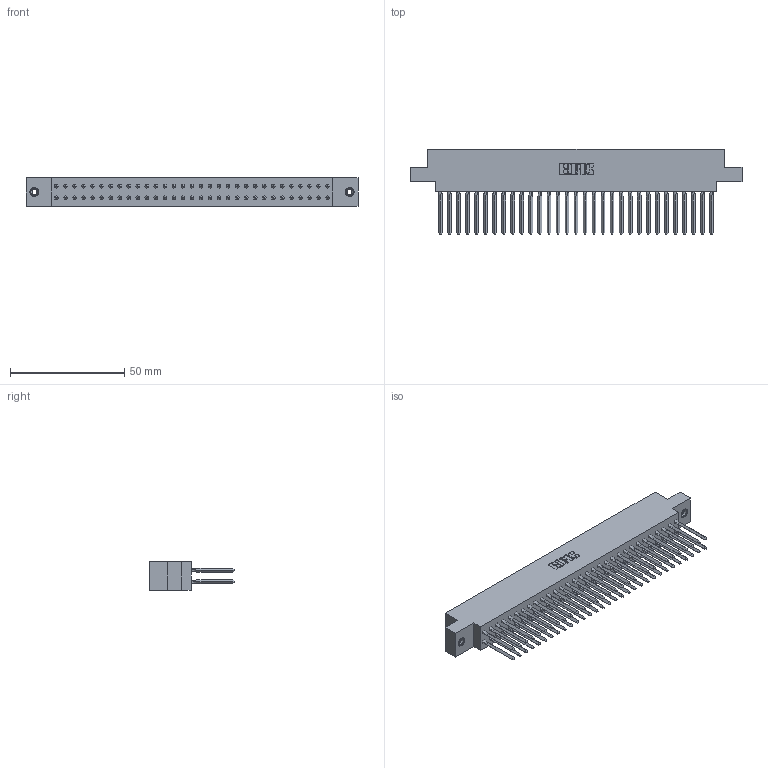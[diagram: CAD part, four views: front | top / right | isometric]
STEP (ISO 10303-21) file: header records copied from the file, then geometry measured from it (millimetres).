
FILE_DESCRIPTION (( 'STEP AP203' ), '1' );
FILE_NAME ('317-062-542-808.STEP', '2020-02-28T05:32:34', ( '' ), ( '' ), 'SwSTEP 2.0', 'SolidWorks 2016', '' );
FILE_SCHEMA (( 'CONFIG_CONTROL_DESIGN' ));
Length unit declared in the file: inch
Products named in the file (4): 317-290-003_542; 345-250-001_345-250-003-102; 317-062-542-808; 317 Part_.156 Dia - TI
Assembly tree (65 placements, depth 2):
  317-062-542-808
    317 Part_.156 Dia - TI
    317-290-003_542  x62
    345-250-001_345-250-003-102  x2
Bounding box: 145.54 x 37.34 x 12.7 mm (x, y, z)
Volume: 23477.9 mm3; surface area: 32317.7 mm2
Topology: 65 solids, 65 shells, 3696 faces, 10331 edges, 6590 vertices
Faces by surface type: plane 2942, cylinder 490, bspline 248, cone 12, torus 4
Entity records: 46548 total; most frequent: CARTESIAN_POINT 8340, ORIENTED_EDGE 7996, DIRECTION 6784, EDGE_CURVE 3998, VECTOR 3808, LINE 3808, VERTEX_POINT 2656, AXIS2_PLACEMENT_3D 1488
